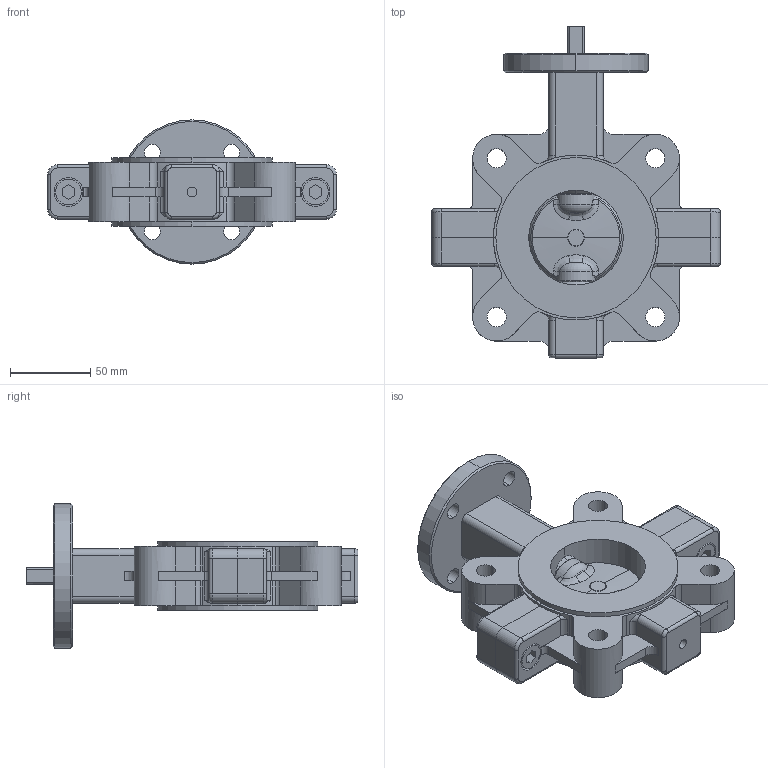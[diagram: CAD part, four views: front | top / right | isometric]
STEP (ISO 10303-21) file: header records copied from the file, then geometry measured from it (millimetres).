
FILE_DESCRIPTION (( 'STEP AP214' ), '1' );
FILE_NAME ('AS-L1-0250-PMR-XA.step', '2019-08-26T11:37:33', ( '' ), ( '' ), 'SwSTEP 2.0', 'SolidWorks 2019', '' );
FILE_SCHEMA (( 'AUTOMOTIVE_DESIGN' ));
Length unit declared in the file: inch
Products named in the file (2): AS-L1-0250-PMR-XA
Bounding box: 180 x 207.02 x 90 mm (x, y, z)
Surface area: 115678.5 mm2 (no closed solid volume)
Topology: 0 solids, 9 shells, 321 faces, 894 edges, 577 vertices
Faces by surface type: cylinder 138, plane 96, torus 39, cone 28, bspline 20
Entity records: 15941 total; most frequent: CARTESIAN_POINT 3430, DIRECTION 1818, ORIENTED_EDGE 1686, EDGE_CURVE 894, AXIS2_PLACEMENT_3D 717, VERTEX_POINT 577, CIRCLE 414, LINE 384
